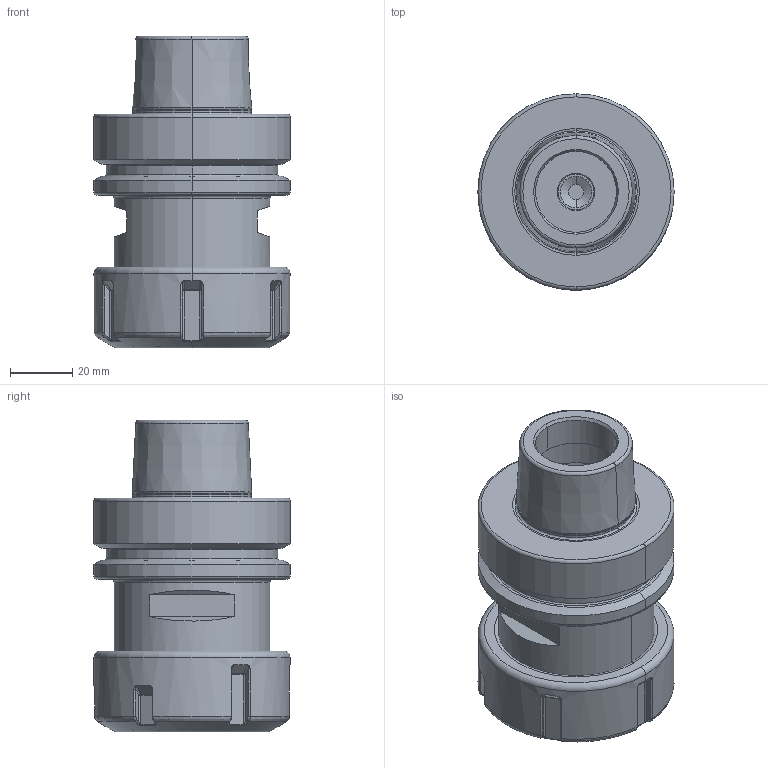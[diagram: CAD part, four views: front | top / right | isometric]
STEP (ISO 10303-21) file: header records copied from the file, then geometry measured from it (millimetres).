
FILE_DESCRIPTION((''),'2;1');
FILE_NAME('F63_02_26','2020-08-26T',('103090'),(''),'CREO PARAMETRIC BY PTC INC, 2016260','CREO PARAMETRIC BY PTC INC, 2016260','');
FILE_SCHEMA(('CONFIG_CONTROL_DESIGN'));
Length unit declared in the file: millimetre
Products named in the file (1): F63_02_26
Bounding box: 63 x 63 x 100 mm (x, y, z)
Volume: 147679.9 mm3; surface area: 36508.2 mm2
Topology: 1 solids, 1 shells, 260 faces, 593 edges, 348 vertices
Faces by surface type: cylinder 62, bspline 58, plane 57, torus 47, cone 24, sphere 12
Entity records: 9923 total; most frequent: CARTESIAN_POINT 4413, ORIENTED_EDGE 1186, DIRECTION 1050, EDGE_CURVE 593, AXIS2_PLACEMENT_3D 420, VERTEX_POINT 348, EDGE_LOOP 273, FACE_OUTER_BOUND 260
